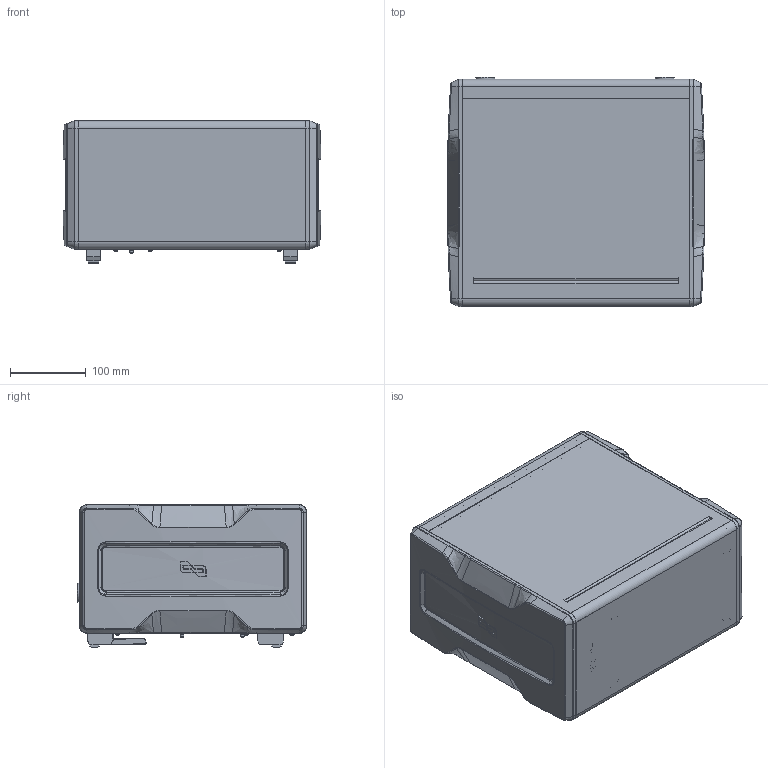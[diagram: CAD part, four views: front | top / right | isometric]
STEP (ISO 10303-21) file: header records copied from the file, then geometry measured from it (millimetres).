
FILE_DESCRIPTION(/* description */ (''),/* implementation_level */ '2;1');
FILE_NAME(/* name */ 'LTC503 Assembly_vereinfacht.stp',/* time_stamp */ '2025-03-07T11:00:34+01:00',/* author */ ('T.Rex'),/* organization */ (''),/* preprocessor_version */ 'ST-DEVELOPER v20',/* originating_system */ 'Autodesk Inventor 2024',/* authorisation */ '');
FILE_SCHEMA (('AUTOMOTIVE_DESIGN { 1 0 10303 214 3 1 1 }'));
Products named in the file (1): LTC503 Assembly_250307_Vereinfachen_2
Bounding box: 339.89 x 302.7 x 188.5 mm (x, y, z)
Volume: 977627.3 mm3; surface area: 879648.7 mm2
Topology: 1 solids, 1 shells, 3125 faces, 8340 edges, 5332 vertices
Faces by surface type: plane 1806, bspline 792, cylinder 383, torus 70, cone 50, sphere 24
Full cylindrical faces by diameter (mm): 1.2 x2, 1.808 x1, 2.693 x2, 3 x18, 3.35 x4, 4 x4, 5 x2, 5.6 x8, 21.8 x2, 24.8 x2
Entity records: 151611 total; most frequent: CARTESIAN_POINT 75099, ORIENTED_EDGE 16648, DIRECTION 12829, EDGE_CURVE 8324, LINE 5655, VECTOR 5655, VERTEX_POINT 5332, AXIS2_PLACEMENT_3D 3587
